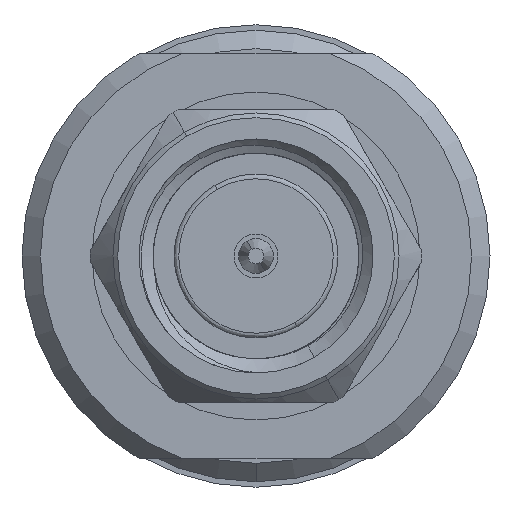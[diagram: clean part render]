
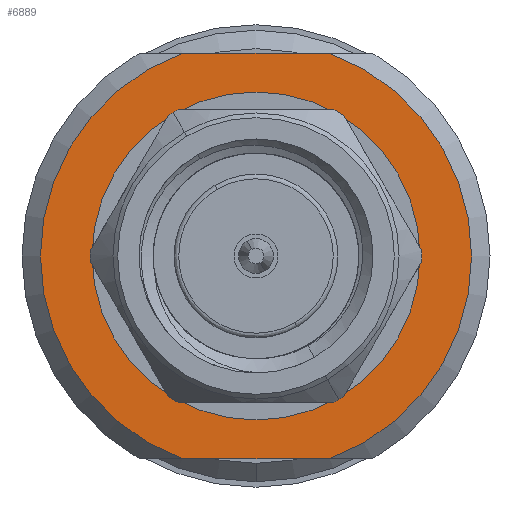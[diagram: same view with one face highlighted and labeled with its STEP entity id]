
A CAD part, left-side view. The second image highlights one B-rep face of the part: STEP entity #6889.
In plain terms, the highlighted planar face has unit normal (-1, 0, 0).
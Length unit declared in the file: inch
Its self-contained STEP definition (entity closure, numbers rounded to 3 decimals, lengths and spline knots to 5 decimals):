
#29 = AXIS2_PLACEMENT_3D ( 'NONE', #9992, #2957, #8441 ) ;
#227 = EDGE_CURVE ( 'NONE', #1726, #7084, #3848, .T. ) ;
#265 = EDGE_CURVE ( 'NONE', #8347, #7084, #7617, .T. ) ;
#325 = CARTESIAN_POINT ( 'NONE',  ( 0.39764, -0.1752, 0. ) ) ;
#479 = VERTEX_POINT ( 'NONE', #325 ) ;
#799 = FACE_OUTER_BOUND ( 'NONE', #7247, .T. ) ;
#1455 = EDGE_CURVE ( 'NONE', #8339, #479, #8075, .T. ) ;
#1719 = ORIENTED_EDGE ( 'NONE', *, *, #1455, .F. ) ;
#1726 = VERTEX_POINT ( 'NONE', #10006 ) ;
#1727 = AXIS2_PLACEMENT_3D ( 'NONE', #5389, #8570, #10066 ) ;
#1729 = CARTESIAN_POINT ( 'NONE',  ( 0.39764, 0., 0. ) ) ;
#1804 = CARTESIAN_POINT ( 'NONE',  ( 0.39764, 0., 0. ) ) ;
#1956 = ORIENTED_EDGE ( 'NONE', *, *, #8083, .F. ) ;
#2251 = CARTESIAN_POINT ( 'NONE',  ( 0.39764, 0., 0. ) ) ;
#2337 = ORIENTED_EDGE ( 'NONE', *, *, #265, .T. ) ;
#2413 = DIRECTION ( 'NONE',  ( 0., 0., 1. ) ) ;
#2695 = AXIS2_PLACEMENT_3D ( 'NONE', #2251, #8517, #2413 ) ;
#2770 = CARTESIAN_POINT ( 'NONE',  ( 0.39764, 0.07847, -0.21654 ) ) ;
#2884 = ORIENTED_EDGE ( 'NONE', *, *, #7398, .T. ) ;
#2957 = DIRECTION ( 'NONE',  ( -1., 0., 0. ) ) ;
#3014 = EDGE_CURVE ( 'NONE', #8339, #479, #4108, .T. ) ;
#3033 = FACE_BOUND ( 'NONE', #9866, .T. ) ;
#3124 = DIRECTION ( 'NONE',  ( 0., -1., 0. ) ) ;
#3141 = AXIS2_PLACEMENT_3D ( 'NONE', #1804, #4830, #4935 ) ;
#3731 = LINE ( 'NONE', #3938, #4307 ) ;
#3848 = LINE ( 'NONE', #7082, #6317 ) ;
#3938 = CARTESIAN_POINT ( 'NONE',  ( 0.39764, 0.07847, 0.21654 ) ) ;
#4026 = CARTESIAN_POINT ( 'NONE',  ( 0.39764, -0.07847, 0.21654 ) ) ;
#4108 = CIRCLE ( 'NONE', #3141, 0.1752 ) ;
#4307 = VECTOR ( 'NONE', #3124, 39.37008 ) ;
#4759 = DIRECTION ( 'NONE',  ( 0., -0.341, -0.94 ) ) ;
#4830 = DIRECTION ( 'NONE',  ( 1., 0., 0. ) ) ;
#4935 = DIRECTION ( 'NONE',  ( 0., 1., 0. ) ) ;
#4989 = CIRCLE ( 'NONE', #6289, 0.23031 ) ;
#5333 = DIRECTION ( 'NONE',  ( 0., 1., 0. ) ) ;
#5389 = CARTESIAN_POINT ( 'NONE',  ( 0.39764, 0., 0. ) ) ;
#5528 = VERTEX_POINT ( 'NONE', #4026 ) ;
#5784 = CARTESIAN_POINT ( 'NONE',  ( 0.39764, 0.07847, 0.21654 ) ) ;
#6149 = PLANE ( 'NONE',  #2695 ) ;
#6289 = AXIS2_PLACEMENT_3D ( 'NONE', #1729, #8859, #4759 ) ;
#6317 = VECTOR ( 'NONE', #5333, 39.37008 ) ;
#6889 = ADVANCED_FACE ( 'NONE', ( #799, #3033 ), #6149, .T. ) ;
#7082 = CARTESIAN_POINT ( 'NONE',  ( 0.39764, -0.07847, -0.21654 ) ) ;
#7084 = VERTEX_POINT ( 'NONE', #2770 ) ;
#7247 = EDGE_LOOP ( 'NONE', ( #2884, #1956, #2337, #8516 ) ) ;
#7398 = EDGE_CURVE ( 'NONE', #1726, #5528, #4989, .T. ) ;
#7414 = CARTESIAN_POINT ( 'NONE',  ( 0.39764, 0.1752, 0. ) ) ;
#7617 = CIRCLE ( 'NONE', #1727, 0.23031 ) ;
#8075 = CIRCLE ( 'NONE', #29, 0.1752 ) ;
#8083 = EDGE_CURVE ( 'NONE', #8347, #5528, #3731, .T. ) ;
#8339 = VERTEX_POINT ( 'NONE', #7414 ) ;
#8347 = VERTEX_POINT ( 'NONE', #5784 ) ;
#8441 = DIRECTION ( 'NONE',  ( 0., 1., 0. ) ) ;
#8516 = ORIENTED_EDGE ( 'NONE', *, *, #227, .F. ) ;
#8517 = DIRECTION ( 'NONE',  ( -1., 0., 0. ) ) ;
#8570 = DIRECTION ( 'NONE',  ( -1., 0., 0. ) ) ;
#8754 = ORIENTED_EDGE ( 'NONE', *, *, #3014, .T. ) ;
#8859 = DIRECTION ( 'NONE',  ( -1., 0., 0. ) ) ;
#9866 = EDGE_LOOP ( 'NONE', ( #8754, #1719 ) ) ;
#9992 = CARTESIAN_POINT ( 'NONE',  ( 0.39764, 0., 0. ) ) ;
#10006 = CARTESIAN_POINT ( 'NONE',  ( 0.39764, -0.07847, -0.21654 ) ) ;
#10066 = DIRECTION ( 'NONE',  ( 0., 0.341, 0.94 ) ) ;
